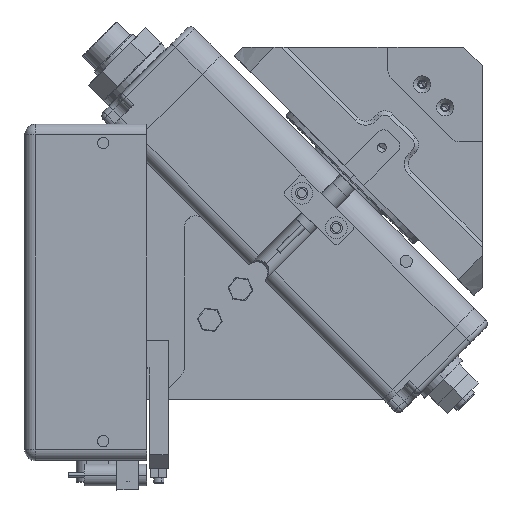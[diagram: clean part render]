
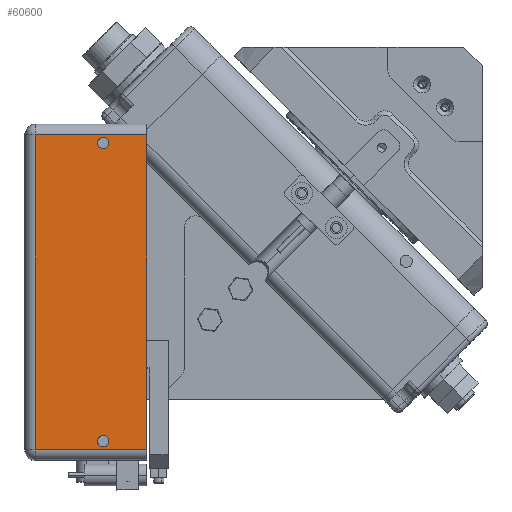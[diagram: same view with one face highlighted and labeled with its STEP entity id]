
A CAD part, top view. The second image highlights one B-rep face of the part: STEP entity #60600.
In plain terms, the highlighted face is planar.
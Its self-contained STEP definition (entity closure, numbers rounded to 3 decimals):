
#79 = EDGE_CURVE ( 'NONE', #6268, #4039, #1085, .T. ) ;
#1085 = LINE ( 'NONE', #11726, #53501 ) ;
#3634 = DIRECTION ( 'NONE',  ( -1., 0., 0. ) ) ;
#3799 = CARTESIAN_POINT ( 'NONE',  ( -96.762, 55.748, 189. ) ) ;
#4039 = VERTEX_POINT ( 'NONE', #44693 ) ;
#5206 = AXIS2_PLACEMENT_3D ( 'NONE', #44466, #44679, #16441 ) ;
#5236 = CIRCLE ( 'NONE', #5206, 2.1 ) ;
#5354 = PLANE ( 'NONE',  #37407 ) ;
#6197 = EDGE_CURVE ( 'NONE', #15590, #49897, #21463, .T. ) ;
#6268 = VERTEX_POINT ( 'NONE', #17710 ) ;
#6750 = DIRECTION ( 'NONE',  ( 0., 0., 1. ) ) ;
#6981 = EDGE_LOOP ( 'NONE', ( #53978, #51660 ) ) ;
#7979 = CARTESIAN_POINT ( 'NONE',  ( -96.762, -57.252, 173. ) ) ;
#8479 = EDGE_CURVE ( 'NONE', #14788, #12586, #24205, .T. ) ;
#9337 = ORIENTED_EDGE ( 'NONE', *, *, #8479, .F. ) ;
#10482 = CARTESIAN_POINT ( 'NONE',  ( -96.762, 52.748, 175.1 ) ) ;
#11575 = LINE ( 'NONE', #30939, #43285 ) ;
#11726 = CARTESIAN_POINT ( 'NONE',  ( -96.762, -60.252, 189. ) ) ;
#12586 = VERTEX_POINT ( 'NONE', #47299 ) ;
#12643 = FACE_BOUND ( 'NONE', #6981, .T. ) ;
#12810 = EDGE_CURVE ( 'NONE', #54708, #4039, #11575, .T. ) ;
#13388 = DIRECTION ( 'NONE',  ( 0., -1., 0. ) ) ;
#14650 = DIRECTION ( 'NONE',  ( 0., -1., 0. ) ) ;
#14788 = VERTEX_POINT ( 'NONE', #10482 ) ;
#15590 = VERTEX_POINT ( 'NONE', #58536 ) ;
#15881 = LINE ( 'NONE', #27017, #18857 ) ;
#16441 = DIRECTION ( 'NONE',  ( 0., 0., 1. ) ) ;
#17113 = ORIENTED_EDGE ( 'NONE', *, *, #79, .F. ) ;
#17432 = AXIS2_PLACEMENT_3D ( 'NONE', #30924, #40221, #25800 ) ;
#17710 = CARTESIAN_POINT ( 'NONE',  ( -96.762, -60.252, 189. ) ) ;
#18857 = VECTOR ( 'NONE', #45577, 1000. ) ;
#18869 = AXIS2_PLACEMENT_3D ( 'NONE', #39954, #45104, #6750 ) ;
#19115 = AXIS2_PLACEMENT_3D ( 'NONE', #7979, #3634, #45757 ) ;
#19828 = CARTESIAN_POINT ( 'NONE',  ( -96.762, 55.748, 189. ) ) ;
#21463 = CIRCLE ( 'NONE', #19115, 2.1 ) ;
#21514 = VERTEX_POINT ( 'NONE', #3799 ) ;
#24205 = CIRCLE ( 'NONE', #18869, 2.1 ) ;
#24366 = DIRECTION ( 'NONE',  ( 1., 0., 0. ) ) ;
#25556 = CIRCLE ( 'NONE', #17432, 2.1 ) ;
#25800 = DIRECTION ( 'NONE',  ( 0., 0., 1. ) ) ;
#27017 = CARTESIAN_POINT ( 'NONE',  ( -96.762, 55.748, 189. ) ) ;
#29034 = ORIENTED_EDGE ( 'NONE', *, *, #56358, .T. ) ;
#30924 = CARTESIAN_POINT ( 'NONE',  ( -96.762, -57.252, 173. ) ) ;
#30939 = CARTESIAN_POINT ( 'NONE',  ( -96.762, -60.252, 148. ) ) ;
#33816 = ORIENTED_EDGE ( 'NONE', *, *, #12810, .T. ) ;
#34619 = EDGE_CURVE ( 'NONE', #49897, #15590, #25556, .T. ) ;
#37407 = AXIS2_PLACEMENT_3D ( 'NONE', #19828, #24366, #43104 ) ;
#37576 = VECTOR ( 'NONE', #14650, 1000. ) ;
#39954 = CARTESIAN_POINT ( 'NONE',  ( -96.762, 52.748, 173. ) ) ;
#40221 = DIRECTION ( 'NONE',  ( -1., 0., 0. ) ) ;
#41688 = EDGE_LOOP ( 'NONE', ( #9337, #50682 ) ) ;
#42888 = CARTESIAN_POINT ( 'NONE',  ( -96.762, 55.748, 189. ) ) ;
#43104 = DIRECTION ( 'NONE',  ( 0., 1., 0. ) ) ;
#43285 = VECTOR ( 'NONE', #13388, 1000. ) ;
#43659 = FACE_OUTER_BOUND ( 'NONE', #56050, .T. ) ;
#44379 = FACE_BOUND ( 'NONE', #41688, .T. ) ;
#44466 = CARTESIAN_POINT ( 'NONE',  ( -96.762, 52.748, 173. ) ) ;
#44679 = DIRECTION ( 'NONE',  ( -1., 0., 0. ) ) ;
#44693 = CARTESIAN_POINT ( 'NONE',  ( -96.762, -60.252, 148. ) ) ;
#45104 = DIRECTION ( 'NONE',  ( -1., 0., 0. ) ) ;
#45577 = DIRECTION ( 'NONE',  ( 0., 0., -1. ) ) ;
#45757 = DIRECTION ( 'NONE',  ( 0., 0., 1. ) ) ;
#45856 = CARTESIAN_POINT ( 'NONE',  ( -96.762, 55.748, 148. ) ) ;
#46251 = EDGE_CURVE ( 'NONE', #12586, #14788, #5236, .T. ) ;
#47299 = CARTESIAN_POINT ( 'NONE',  ( -96.762, 52.748, 170.9 ) ) ;
#48391 = CARTESIAN_POINT ( 'NONE',  ( -96.762, -57.252, 170.9 ) ) ;
#48614 = ORIENTED_EDGE ( 'NONE', *, *, #53012, .F. ) ;
#49897 = VERTEX_POINT ( 'NONE', #48391 ) ;
#50682 = ORIENTED_EDGE ( 'NONE', *, *, #46251, .F. ) ;
#51660 = ORIENTED_EDGE ( 'NONE', *, *, #34619, .F. ) ;
#53012 = EDGE_CURVE ( 'NONE', #21514, #6268, #55237, .T. ) ;
#53501 = VECTOR ( 'NONE', #58981, 1000. ) ;
#53978 = ORIENTED_EDGE ( 'NONE', *, *, #6197, .F. ) ;
#54708 = VERTEX_POINT ( 'NONE', #45856 ) ;
#55237 = LINE ( 'NONE', #42888, #37576 ) ;
#56050 = EDGE_LOOP ( 'NONE', ( #29034, #33816, #17113, #48614 ) ) ;
#56358 = EDGE_CURVE ( 'NONE', #21514, #54708, #15881, .T. ) ;
#58536 = CARTESIAN_POINT ( 'NONE',  ( -96.762, -57.252, 175.1 ) ) ;
#58981 = DIRECTION ( 'NONE',  ( 0., 0., -1. ) ) ;
#60600 = ADVANCED_FACE ( 'NONE', ( #44379, #12643, #43659 ), #5354, .F. ) ;
